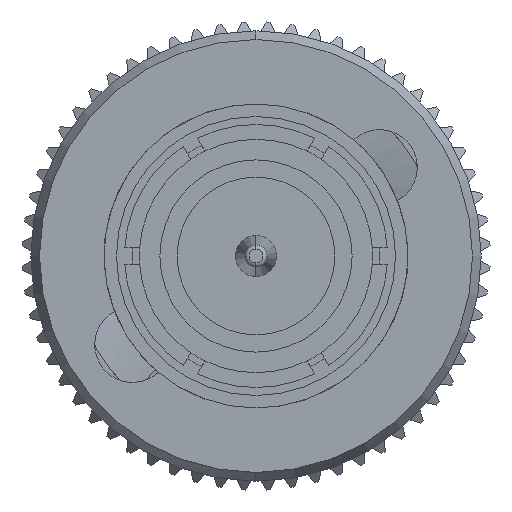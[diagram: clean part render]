
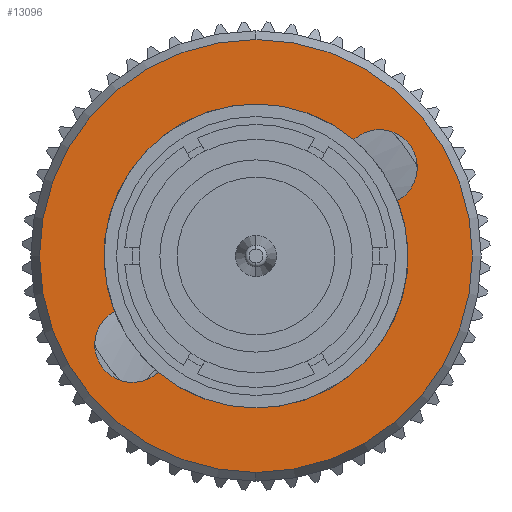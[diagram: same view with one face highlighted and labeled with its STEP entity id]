
A CAD part, left-side view. The second image highlights one B-rep face of the part: STEP entity #13096.
In plain terms, the highlighted planar face has unit normal (-1, 0, 0).
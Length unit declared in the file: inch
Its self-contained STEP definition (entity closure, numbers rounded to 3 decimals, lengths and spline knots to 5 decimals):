
#551 = CARTESIAN_POINT ( 'NONE',  ( 0.33873, 0., -0.18494 ) ) ;
#647 = ORIENTED_EDGE ( 'NONE', *, *, #4586, .F. ) ;
#764 = DIRECTION ( 'NONE',  ( -1., 0., 0. ) ) ;
#1233 = ORIENTED_EDGE ( 'NONE', *, *, #10235, .F. ) ;
#1235 = ORIENTED_EDGE ( 'NONE', *, *, #11092, .F. ) ;
#1353 = CARTESIAN_POINT ( 'NONE',  ( 0.33873, -0.15026, 0.10782 ) ) ;
#1473 = ORIENTED_EDGE ( 'NONE', *, *, #2238, .F. ) ;
#1520 = AXIS2_PLACEMENT_3D ( 'NONE', #11316, #7126, #9226 ) ;
#2095 = CARTESIAN_POINT ( 'NONE',  ( 0.33873, 0.11901, -0.14157 ) ) ;
#2097 = DIRECTION ( 'NONE',  ( -1., 0., 0. ) ) ;
#2238 = EDGE_CURVE ( 'NONE', #4848, #11961, #7872, .T. ) ;
#2310 = CARTESIAN_POINT ( 'NONE',  ( 0.33873, -0.17222, 0.0674 ) ) ;
#2734 = CIRCLE ( 'NONE', #13290, 0.18494 ) ;
#2995 = DIRECTION ( 'NONE',  ( 0., 0., -1. ) ) ;
#2999 = CIRCLE ( 'NONE', #5564, 0.046 ) ;
#3003 = DIRECTION ( 'NONE',  ( -1., 0., 0. ) ) ;
#3263 = DIRECTION ( 'NONE',  ( -1., 0., 0. ) ) ;
#3446 = ORIENTED_EDGE ( 'NONE', *, *, #7973, .T. ) ;
#3558 = CIRCLE ( 'NONE', #5135, 0.26339 ) ;
#3659 = EDGE_CURVE ( 'NONE', #12737, #4718, #3558, .T. ) ;
#3940 = CARTESIAN_POINT ( 'NONE',  ( 0.33873, -0.15026, 0.10782 ) ) ;
#4471 = CARTESIAN_POINT ( 'NONE',  ( 0.33873, -0.15026, 0.15382 ) ) ;
#4525 = AXIS2_PLACEMENT_3D ( 'NONE', #12972, #12712, #10600 ) ;
#4586 = EDGE_CURVE ( 'NONE', #9199, #8343, #2999, .T. ) ;
#4718 = VERTEX_POINT ( 'NONE', #9395 ) ;
#4795 = VERTEX_POINT ( 'NONE', #2310 ) ;
#4848 = VERTEX_POINT ( 'NONE', #4471 ) ;
#4942 = DIRECTION ( 'NONE',  ( 0., 0., -1. ) ) ;
#5135 = AXIS2_PLACEMENT_3D ( 'NONE', #9224, #3003, #13398 ) ;
#5340 = AXIS2_PLACEMENT_3D ( 'NONE', #9870, #12986, #11952 ) ;
#5564 = AXIS2_PLACEMENT_3D ( 'NONE', #7106, #764, #10111 ) ;
#5623 = EDGE_LOOP ( 'NONE', ( #12174, #1473, #1235, #8167, #12083, #647, #1233 ) ) ;
#5650 = PLANE ( 'NONE',  #5340 ) ;
#5658 = FACE_BOUND ( 'NONE', #5623, .T. ) ;
#5881 = CARTESIAN_POINT ( 'NONE',  ( 0.33873, 0., 0.26339 ) ) ;
#6151 = AXIS2_PLACEMENT_3D ( 'NONE', #8642, #6653, #6477 ) ;
#6328 = CIRCLE ( 'NONE', #4525, 0.18494 ) ;
#6352 = CIRCLE ( 'NONE', #12935, 0.18494 ) ;
#6477 = DIRECTION ( 'NONE',  ( 0., 0., -1. ) ) ;
#6653 = DIRECTION ( 'NONE',  ( -1., 0., 0. ) ) ;
#6763 = CARTESIAN_POINT ( 'NONE',  ( 0.33873, 0., 0.18494 ) ) ;
#6881 = VERTEX_POINT ( 'NONE', #6763 ) ;
#6975 = VERTEX_POINT ( 'NONE', #551 ) ;
#7031 = AXIS2_PLACEMENT_3D ( 'NONE', #3940, #8978, #4942 ) ;
#7106 = CARTESIAN_POINT ( 'NONE',  ( 0.33873, 0.15026, -0.10782 ) ) ;
#7126 = DIRECTION ( 'NONE',  ( -1., 0., 0. ) ) ;
#7134 = CIRCLE ( 'NONE', #7031, 0.046 ) ;
#7274 = AXIS2_PLACEMENT_3D ( 'NONE', #1353, #7571, #9710 ) ;
#7310 = EDGE_LOOP ( 'NONE', ( #3446, #11237 ) ) ;
#7571 = DIRECTION ( 'NONE',  ( -1., 0., 0. ) ) ;
#7872 = CIRCLE ( 'NONE', #7274, 0.046 ) ;
#7973 = EDGE_CURVE ( 'NONE', #4718, #12737, #13386, .T. ) ;
#8167 = ORIENTED_EDGE ( 'NONE', *, *, #12388, .F. ) ;
#8343 = VERTEX_POINT ( 'NONE', #2095 ) ;
#8402 = EDGE_CURVE ( 'NONE', #8343, #6975, #10464, .T. ) ;
#8642 = CARTESIAN_POINT ( 'NONE',  ( 0.33873, 0., 0. ) ) ;
#8978 = DIRECTION ( 'NONE',  ( -1., 0., 0. ) ) ;
#9167 = CARTESIAN_POINT ( 'NONE',  ( 0.33873, 0., 0. ) ) ;
#9199 = VERTEX_POINT ( 'NONE', #10157 ) ;
#9224 = CARTESIAN_POINT ( 'NONE',  ( 0.33873, 0., 0. ) ) ;
#9226 = DIRECTION ( 'NONE',  ( 0., 0., 1. ) ) ;
#9395 = CARTESIAN_POINT ( 'NONE',  ( 0.33873, 0., -0.26339 ) ) ;
#9710 = DIRECTION ( 'NONE',  ( 0., 0., -1. ) ) ;
#9826 = CARTESIAN_POINT ( 'NONE',  ( 0.33873, -0.11901, 0.14157 ) ) ;
#9870 = CARTESIAN_POINT ( 'NONE',  ( 0.33873, 0., -0.26339 ) ) ;
#10111 = DIRECTION ( 'NONE',  ( 0., 0., 1. ) ) ;
#10157 = CARTESIAN_POINT ( 'NONE',  ( 0.33873, 0.17222, -0.0674 ) ) ;
#10212 = FACE_OUTER_BOUND ( 'NONE', #7310, .T. ) ;
#10235 = EDGE_CURVE ( 'NONE', #6881, #9199, #6352, .T. ) ;
#10446 = DIRECTION ( 'NONE',  ( 0., 0., -1. ) ) ;
#10464 = CIRCLE ( 'NONE', #6151, 0.18494 ) ;
#10600 = DIRECTION ( 'NONE',  ( 0., 0., -1. ) ) ;
#11092 = EDGE_CURVE ( 'NONE', #4795, #4848, #7134, .T. ) ;
#11159 = EDGE_CURVE ( 'NONE', #11961, #6881, #2734, .T. ) ;
#11237 = ORIENTED_EDGE ( 'NONE', *, *, #3659, .T. ) ;
#11316 = CARTESIAN_POINT ( 'NONE',  ( 0.33873, 0., 0. ) ) ;
#11524 = CARTESIAN_POINT ( 'NONE',  ( 0.33873, 0., 0. ) ) ;
#11952 = DIRECTION ( 'NONE',  ( 0., 0., -1. ) ) ;
#11961 = VERTEX_POINT ( 'NONE', #9826 ) ;
#12083 = ORIENTED_EDGE ( 'NONE', *, *, #8402, .F. ) ;
#12174 = ORIENTED_EDGE ( 'NONE', *, *, #11159, .F. ) ;
#12388 = EDGE_CURVE ( 'NONE', #6975, #4795, #6328, .T. ) ;
#12712 = DIRECTION ( 'NONE',  ( -1., 0., 0. ) ) ;
#12737 = VERTEX_POINT ( 'NONE', #5881 ) ;
#12935 = AXIS2_PLACEMENT_3D ( 'NONE', #11524, #3263, #10446 ) ;
#12972 = CARTESIAN_POINT ( 'NONE',  ( 0.33873, 0., 0. ) ) ;
#12986 = DIRECTION ( 'NONE',  ( 1., 0., 0. ) ) ;
#13096 = ADVANCED_FACE ( 'NONE', ( #10212, #5658 ), #5650, .F. ) ;
#13290 = AXIS2_PLACEMENT_3D ( 'NONE', #9167, #2097, #2995 ) ;
#13386 = CIRCLE ( 'NONE', #1520, 0.26339 ) ;
#13398 = DIRECTION ( 'NONE',  ( 0., 0., 1. ) ) ;
